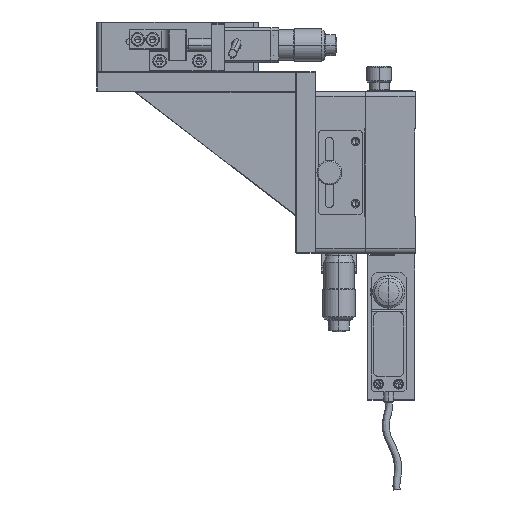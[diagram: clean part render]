
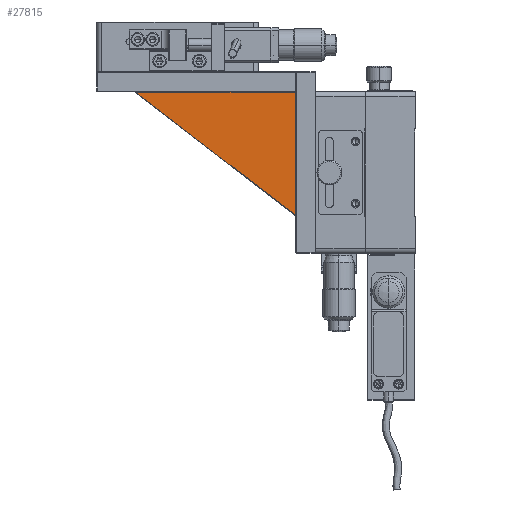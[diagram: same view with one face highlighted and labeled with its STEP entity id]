
A CAD part, left-side view. The second image highlights one B-rep face of the part: STEP entity #27815.
In plain terms, the highlighted planar face has unit normal (-1, 0, 0).
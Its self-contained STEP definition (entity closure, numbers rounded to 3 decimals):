
#414 = AXIS2_PLACEMENT_3D ( 'NONE', #26741, #22819, #44419 ) ;
#684 = PLANE ( 'NONE',  #414 ) ;
#3217 = EDGE_CURVE ( 'NONE', #31912, #44924, #6544, .T. ) ;
#3407 = DIRECTION ( 'NONE',  ( 0., 1., 0. ) ) ;
#4222 = LINE ( 'NONE', #51793, #20032 ) ;
#6544 = LINE ( 'NONE', #41725, #13511 ) ;
#7536 = FACE_OUTER_BOUND ( 'NONE', #33131, .T. ) ;
#13511 = VECTOR ( 'NONE', #54272, 1000. ) ;
#18574 = ORIENTED_EDGE ( 'NONE', *, *, #23031, .T. ) ;
#20032 = VECTOR ( 'NONE', #20562, 1000. ) ;
#20562 = DIRECTION ( 'NONE',  ( 0., -0.793, -0.61 ) ) ;
#21911 = ORIENTED_EDGE ( 'NONE', *, *, #3217, .T. ) ;
#22819 = DIRECTION ( 'NONE',  ( -1., 0., 0. ) ) ;
#23031 = EDGE_CURVE ( 'NONE', #44924, #55572, #54196, .T. ) ;
#26741 = CARTESIAN_POINT ( 'NONE',  ( -4., 38., 32.5 ) ) ;
#26941 = CARTESIAN_POINT ( 'NONE',  ( -4., 38.2, 32.3 ) ) ;
#27815 = ADVANCED_FACE ( 'NONE', ( #7536 ), #684, .T. ) ;
#29602 = CARTESIAN_POINT ( 'NONE',  ( -4., 103., 32.3 ) ) ;
#30748 = EDGE_CURVE ( 'NONE', #55572, #31912, #4222, .T. ) ;
#31912 = VERTEX_POINT ( 'NONE', #32782 ) ;
#32782 = CARTESIAN_POINT ( 'NONE',  ( -4., 38.2, -17.094 ) ) ;
#33131 = EDGE_LOOP ( 'NONE', ( #48022, #21911, #18574 ) ) ;
#41725 = CARTESIAN_POINT ( 'NONE',  ( -4., 38.2, 32.5 ) ) ;
#43850 = VECTOR ( 'NONE', #3407, 1000. ) ;
#44419 = DIRECTION ( 'NONE',  ( 0., 1., 0. ) ) ;
#44924 = VERTEX_POINT ( 'NONE', #26941 ) ;
#48022 = ORIENTED_EDGE ( 'NONE', *, *, #30748, .T. ) ;
#51793 = CARTESIAN_POINT ( 'NONE',  ( -4., 37.878, -17.341 ) ) ;
#54196 = LINE ( 'NONE', #29602, #43850 ) ;
#54272 = DIRECTION ( 'NONE',  ( 0., 0., 1. ) ) ;
#55572 = VERTEX_POINT ( 'NONE', #55633 ) ;
#55633 = CARTESIAN_POINT ( 'NONE',  ( -4., 102.412, 32.3 ) ) ;
